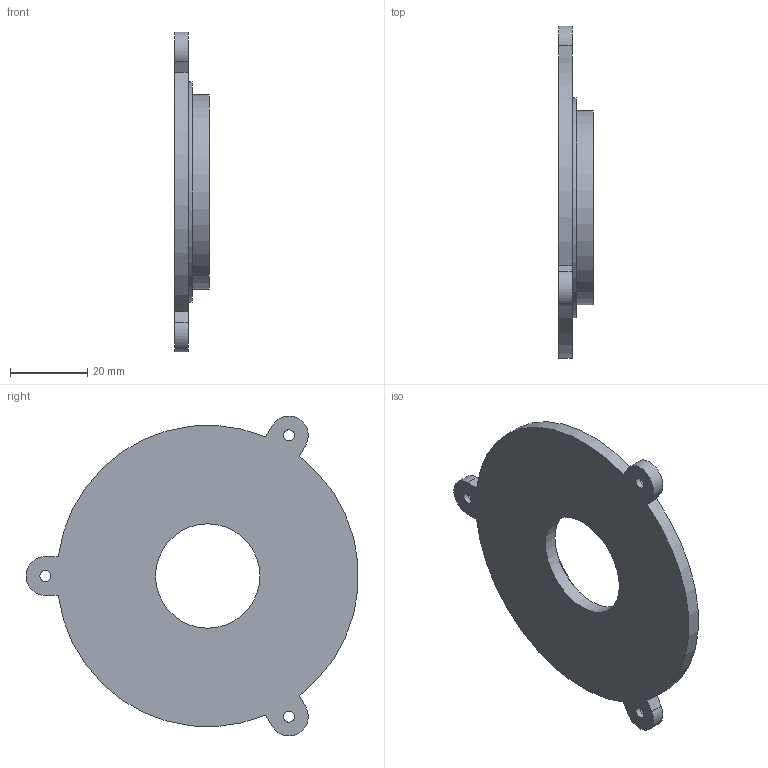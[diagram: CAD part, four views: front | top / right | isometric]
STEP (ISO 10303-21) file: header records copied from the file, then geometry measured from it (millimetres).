
FILE_DESCRIPTION(/* description */ (''),/* implementation_level */ '2;1');
FILE_NAME(/* name */ 'ARM 2 ROTATOR CAP (1) V2.step',/* time_stamp */ '2024-08-12T00:18:57-04:00',/* author */ (''),/* organization */ (''),/* preprocessor_version */ 'ST-DEVELOPER v20',/* originating_system */ 'Autodesk Translation Framework v13.14.0.145',/* authorisation */ '');
FILE_SCHEMA (('AUTOMOTIVE_DESIGN { 1 0 10303 214 3 1 1 }'));
Length unit declared in the file: millimetre
Products named in the file (1): ARM 2
Bounding box: 9 x 85.86 x 82.75 mm (x, y, z)
Volume: 19168.9 mm3; surface area: 11820.8 mm2
Topology: 1 solids, 1 shells, 30 faces, 66 edges, 44 vertices
Faces by surface type: cylinder 16, plane 14
Full cylindrical faces by diameter (mm): 2.85 x3, 4.6 x3, 27 x1, 42 x1, 50.2 x1, 57 x1
Entity records: 880 total; most frequent: DIRECTION 160, CARTESIAN_POINT 141, ORIENTED_EDGE 132, EDGE_CURVE 66, AXIS2_PLACEMENT_3D 63, EDGE_LOOP 44, VERTEX_POINT 44, LINE 34
